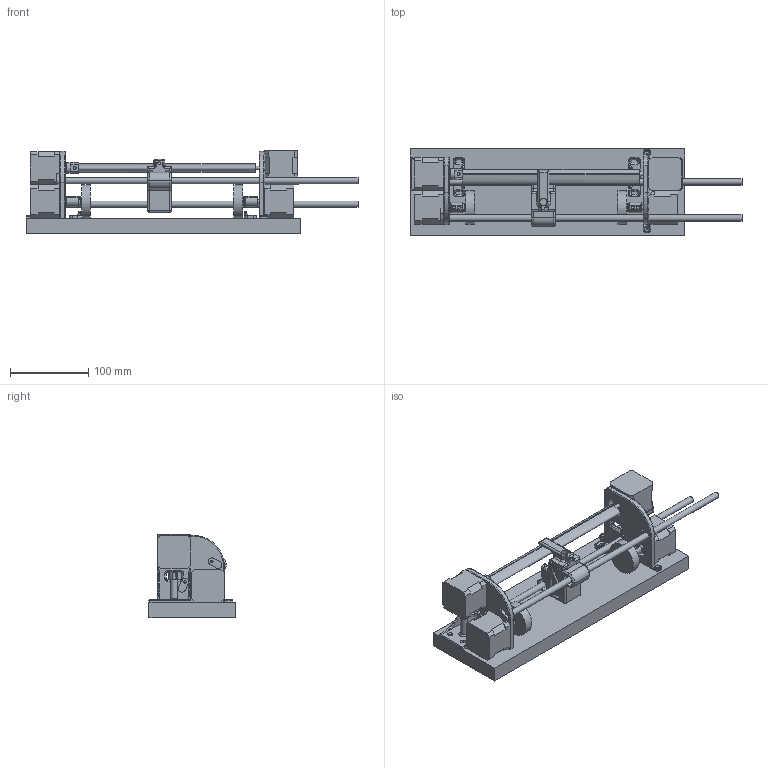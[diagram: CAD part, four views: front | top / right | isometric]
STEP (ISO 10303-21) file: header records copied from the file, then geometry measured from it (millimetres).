
FILE_DESCRIPTION(/* description */ (''),/* implementation_level */ '2;1');
FILE_NAME(/* name */ 'assemblyV2 v14.step',/* time_stamp */ '2024-08-25T17:31:27+02:00',/* author */ (''),/* organization */ (''),/* preprocessor_version */ 'ST-DEVELOPER v20',/* originating_system */ 'Autodesk Translation Framework v13.14.0.145',/* authorisation */ '');
FILE_SCHEMA (('AUTOMOTIVE_DESIGN { 1 0 10303 214 3 1 1 }'));
Length unit declared in the file: millimetre
Products named in the file (14): assemblyV2; servoMountsYZ; servoMountsYZ_1; metalRail; stepperMotorPlaceholder; dummy plug; wheelAxis; wheel; woodenBase; pen-Holder-Holder; penHolder; beltHolder; PENlifter; pageHolder
Assembly tree (22 placements, depth 2):
  assemblyV2
    metalRail  x2
    servoMountsYZ
    servoMountsYZ_1
    stepperMotorPlaceholder  x4
    dummy plug  x2
    wheelAxis  x2
    wheel  x2
    woodenBase
    pen-Holder-Holder
    penHolder
    beltHolder  x2
    PENlifter
    pageHolder  x2
Bounding box: 423 x 110.4 x 107 mm (x, y, z)
Volume: 1311316.6 mm3; surface area: 257355.9 mm2
Topology: 22 solids, 22 shells, 911 faces, 2216 edges, 1353 vertices
Faces by surface type: plane 375, cylinder 369, torus 120, sphere 20, cone 15, bspline 12
Full cylindrical faces by diameter (mm): 3 x3, 3.1 x4, 3.2 x18, 3.3 x4, 3.9 x9, 4 x8, 4.5 x1, 4.6 x1, 5 x4, 7.9 x2, 8.2 x4, 9 x1, 10 x1, 13 x4, 15.3 x1, 22 x4, 22.4 x4, 24.4 x1, 42.4 x2
Entity records: 20506 total; most frequent: CARTESIAN_POINT 4249, DIRECTION 3552, ORIENTED_EDGE 3142, EDGE_CURVE 1571, AXIS2_PLACEMENT_3D 1354, VERTEX_POINT 952, LINE 844, VECTOR 844
